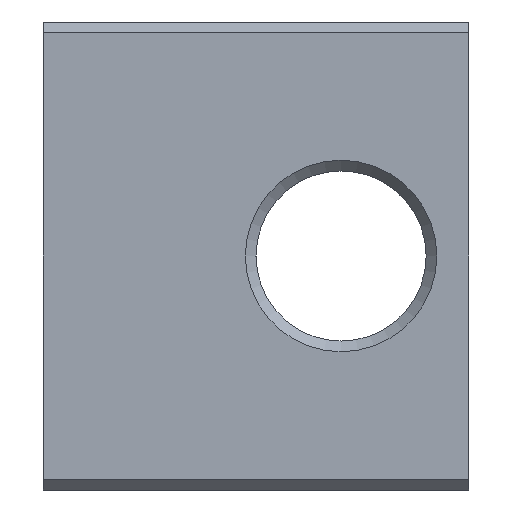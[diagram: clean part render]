
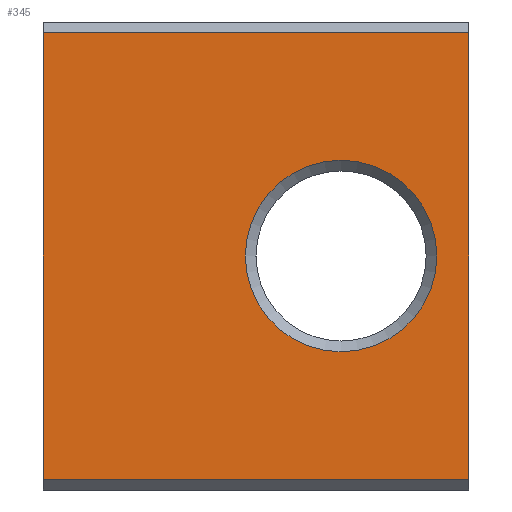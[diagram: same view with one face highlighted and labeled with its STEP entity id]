
A CAD part, left-side view. The second image highlights one B-rep face of the part: STEP entity #345.
In plain terms, the highlighted planar face has unit normal (-1, 0, 0).
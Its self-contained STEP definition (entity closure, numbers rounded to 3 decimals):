
#24=FACE_BOUND('',#66,.T.);
#30=CIRCLE('',#388,4.5);
#46=FACE_OUTER_BOUND('',#65,.T.);
#65=EDGE_LOOP('',(#237,#238,#239,#240));
#66=EDGE_LOOP('',(#241));
#90=LINE('',#531,#123);
#91=LINE('',#533,#124);
#92=LINE('',#535,#125);
#93=LINE('',#536,#126);
#123=VECTOR('',#426,1.);
#124=VECTOR('',#427,1.);
#125=VECTOR('',#428,1.);
#126=VECTOR('',#429,1.);
#156=VERTEX_POINT('',#529);
#157=VERTEX_POINT('',#530);
#158=VERTEX_POINT('',#532);
#159=VERTEX_POINT('',#534);
#160=VERTEX_POINT('',#537);
#188=EDGE_CURVE('',#156,#157,#90,.T.);
#189=EDGE_CURVE('',#156,#158,#91,.T.);
#190=EDGE_CURVE('',#158,#159,#92,.T.);
#191=EDGE_CURVE('',#159,#157,#93,.T.);
#192=EDGE_CURVE('',#160,#160,#30,.T.);
#237=ORIENTED_EDGE('',*,*,#188,.F.);
#238=ORIENTED_EDGE('',*,*,#189,.T.);
#239=ORIENTED_EDGE('',*,*,#190,.T.);
#240=ORIENTED_EDGE('',*,*,#191,.T.);
#241=ORIENTED_EDGE('',*,*,#192,.F.);
#335=PLANE('',#387);
#345=ADVANCED_FACE('',(#46,#24),#335,.T.);
#387=AXIS2_PLACEMENT_3D('',#528,#424,#425);
#388=AXIS2_PLACEMENT_3D('',#538,#430,#431);
#424=DIRECTION('center_axis',(-1.,0.,0.));
#425=DIRECTION('ref_axis',(0.,0.,1.));
#426=DIRECTION('',(0.,0.,1.));
#427=DIRECTION('',(0.,-1.,0.));
#428=DIRECTION('',(0.,0.,1.));
#429=DIRECTION('',(0.,1.,0.));
#430=DIRECTION('center_axis',(-1.,0.,0.));
#431=DIRECTION('ref_axis',(0.,0.,1.));
#528=CARTESIAN_POINT('Origin',(0.,20.,22.));
#529=CARTESIAN_POINT('',(0.,20.,0.5));
#530=CARTESIAN_POINT('',(0.,20.,21.5));
#531=CARTESIAN_POINT('',(0.,20.,22.));
#532=CARTESIAN_POINT('',(0.,0.,0.5));
#533=CARTESIAN_POINT('',(0.,20.,0.5));
#534=CARTESIAN_POINT('',(0.,0.,21.5));
#535=CARTESIAN_POINT('',(0.,0.,22.));
#536=CARTESIAN_POINT('',(0.,20.,21.5));
#537=CARTESIAN_POINT('',(0.,10.5,11.));
#538=CARTESIAN_POINT('Origin',(0.,6.,11.));
